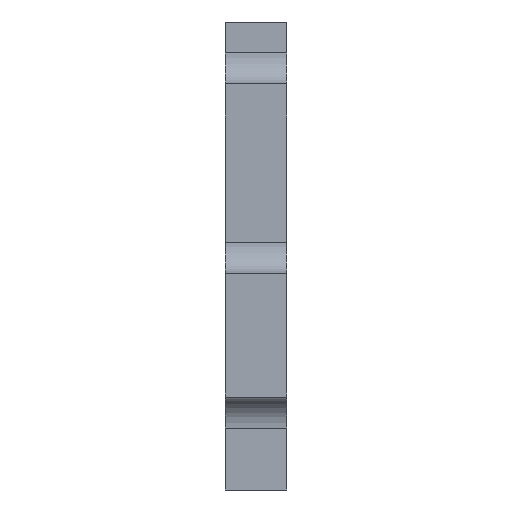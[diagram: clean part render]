
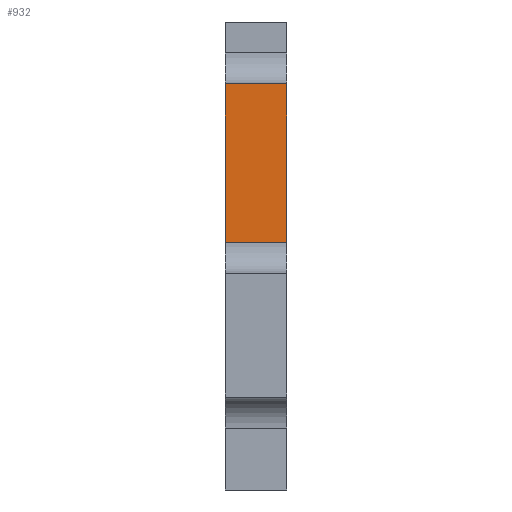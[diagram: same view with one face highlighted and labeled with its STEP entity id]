
A CAD part, front view. The second image highlights one B-rep face of the part: STEP entity #932.
In plain terms, the highlighted planar face has unit normal (0, -1, 0).
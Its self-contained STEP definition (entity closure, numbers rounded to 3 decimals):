
#849=CARTESIAN_POINT('Vertex',(-34.,-41.,-2.)) ;
#852=CARTESIAN_POINT('Line Origine',(-33.,-41.,-2.)) ;
#856=CARTESIAN_POINT('Vertex',(-32.,-41.,-2.)) ;
#902=CARTESIAN_POINT('Axis2P3D Location',(-32.,-41.,-2.)) ;
#907=CARTESIAN_POINT('Line Origine',(-33.,-41.,-7.101)) ;
#911=CARTESIAN_POINT('Vertex',(-32.,-41.,-7.101)) ;
#913=CARTESIAN_POINT('Vertex',(-34.,-41.,-7.101)) ;
#916=CARTESIAN_POINT('Line Origine',(-32.,-41.,-4.551)) ;
#921=CARTESIAN_POINT('Line Origine',(-34.,-41.,-4.551)) ;
#853=DIRECTION('Vector Direction',(-1.,0.,0.)) ;
#903=DIRECTION('Axis2P3D Direction',(0.,1.,0.)) ;
#904=DIRECTION('Axis2P3D XDirection',(0.,0.,-1.)) ;
#908=DIRECTION('Vector Direction',(-1.,0.,0.)) ;
#917=DIRECTION('Vector Direction',(0.,0.,-1.)) ;
#922=DIRECTION('Vector Direction',(0.,0.,-1.)) ;
#905=AXIS2_PLACEMENT_3D('Plane Axis2P3D',#902,#903,#904) ;
#927=ORIENTED_EDGE('',*,*,#915,.F.) ;
#928=ORIENTED_EDGE('',*,*,#920,.T.) ;
#929=ORIENTED_EDGE('',*,*,#858,.T.) ;
#930=ORIENTED_EDGE('',*,*,#925,.F.) ;
#854=VECTOR('Line Direction',#853,1.) ;
#909=VECTOR('Line Direction',#908,1.) ;
#918=VECTOR('Line Direction',#917,1.) ;
#923=VECTOR('Line Direction',#922,1.) ;
#932=ADVANCED_FACE('Corps principal',(#931),#906,.F.) ;
#858=EDGE_CURVE('',#857,#850,#855,.T.) ;
#915=EDGE_CURVE('',#912,#914,#910,.T.) ;
#920=EDGE_CURVE('',#912,#857,#919,.F.) ;
#925=EDGE_CURVE('',#914,#850,#924,.F.) ;
#926=EDGE_LOOP('',(#927,#928,#929,#930)) ;
#931=FACE_OUTER_BOUND('',#926,.T.) ;
#855=LINE('Line',#852,#854) ;
#910=LINE('Line',#907,#909) ;
#919=LINE('Line',#916,#918) ;
#924=LINE('Line',#921,#923) ;
#906=PLANE('Plane',#905) ;
#850=VERTEX_POINT('',#849) ;
#857=VERTEX_POINT('',#856) ;
#912=VERTEX_POINT('',#911) ;
#914=VERTEX_POINT('',#913) ;
